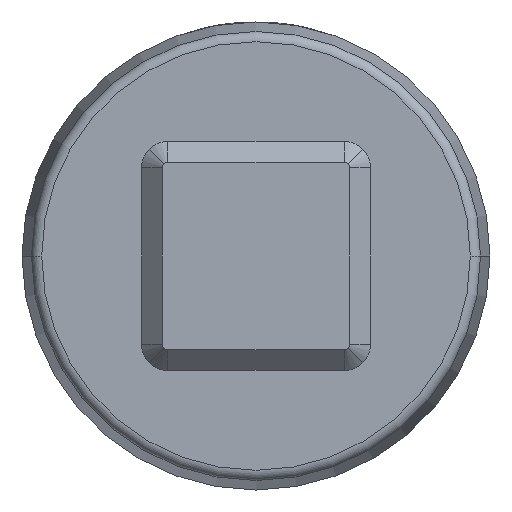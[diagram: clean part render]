
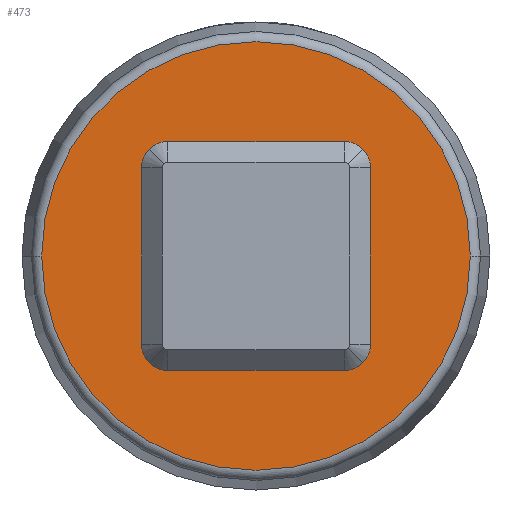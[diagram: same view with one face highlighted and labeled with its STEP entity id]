
A CAD part, left-side view. The second image highlights one B-rep face of the part: STEP entity #473.
In plain terms, the highlighted planar face has unit normal (-1, 0, 0).
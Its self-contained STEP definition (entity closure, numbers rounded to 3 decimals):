
#473=ADVANCED_FACE('',(#958,#959),#960,.F.);
#958=FACE_BOUND('',#1481,.T.);
#959=FACE_OUTER_BOUND('',#1482,.T.);
#960=PLANE('',#1483);
#1481=EDGE_LOOP('',(#2696,#2697));
#1482=EDGE_LOOP('',(#2698,#2699));
#1483=AXIS2_PLACEMENT_3D('',#2700,#2701,#2702);
#2696=ORIENTED_EDGE('',*,*,#3227,.T.);
#2697=ORIENTED_EDGE('',*,*,#3402,.T.);
#2698=ORIENTED_EDGE('',*,*,#3245,.F.);
#2699=ORIENTED_EDGE('',*,*,#3399,.F.);
#2700=CARTESIAN_POINT('',(0.0,0.0,0.0));
#2701=DIRECTION('',(1.0,0.0,0.0));
#2702=DIRECTION('',(0.0,1.0,0.0));
#3227=EDGE_CURVE('',#3863,#3867,#3869,.T.);
#3245=EDGE_CURVE('',#3898,#3900,#3901,.T.);
#3399=EDGE_CURVE('',#3900,#3898,#4119,.T.);
#3402=EDGE_CURVE('',#3867,#3863,#4122,.T.);
#3863=VERTEX_POINT('',#5031);
#3867=VERTEX_POINT('',#5036);
#3869=CIRCLE('',#5039,20.0);
#3898=VERTEX_POINT('',#5074);
#3900=VERTEX_POINT('',#5076);
#3901=CIRCLE('',#5077,41.206);
#4119=CIRCLE('',#5393,41.206);
#4122=CIRCLE('',#5396,20.0);
#5031=CARTESIAN_POINT('',(0.,20.0,0.));
#5036=CARTESIAN_POINT('',(0.0,-20.0,0.));
#5039=AXIS2_PLACEMENT_3D('',#5824,#5825,#5826);
#5074=CARTESIAN_POINT('',(0.0,41.206,0.));
#5076=CARTESIAN_POINT('',(0.0,-41.206,0.));
#5077=AXIS2_PLACEMENT_3D('',#5854,#5855,#5856);
#5393=AXIS2_PLACEMENT_3D('',#6101,#6102,#6103);
#5396=AXIS2_PLACEMENT_3D('',#6104,#6105,#6106);
#5824=CARTESIAN_POINT('',(0.0,0.0,0.0));
#5825=DIRECTION('',(1.0,0.0,-0.0));
#5826=DIRECTION('',(0.0,1.0,0.));
#5854=CARTESIAN_POINT('',(0.0,0.0,0.0));
#5855=DIRECTION('',(1.0,0.0,0.0));
#5856=DIRECTION('',(0.0,-1.0,0.0));
#6101=CARTESIAN_POINT('',(0.0,0.0,0.0));
#6102=DIRECTION('',(1.0,0.0,0.0));
#6103=DIRECTION('',(0.0,-1.0,0.0));
#6104=CARTESIAN_POINT('',(0.0,0.0,0.0));
#6105=DIRECTION('',(1.0,0.0,-0.0));
#6106=DIRECTION('',(0.0,1.0,0.));
